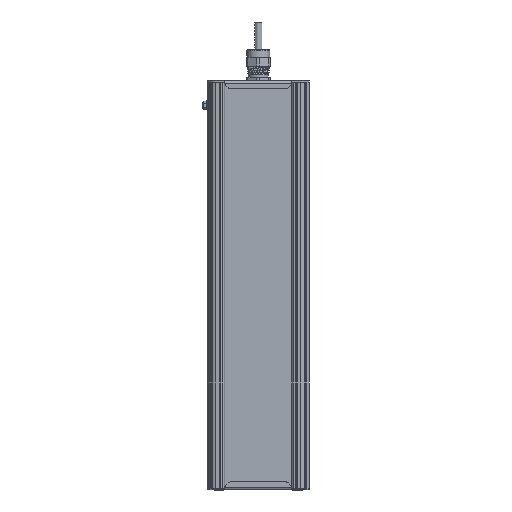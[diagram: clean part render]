
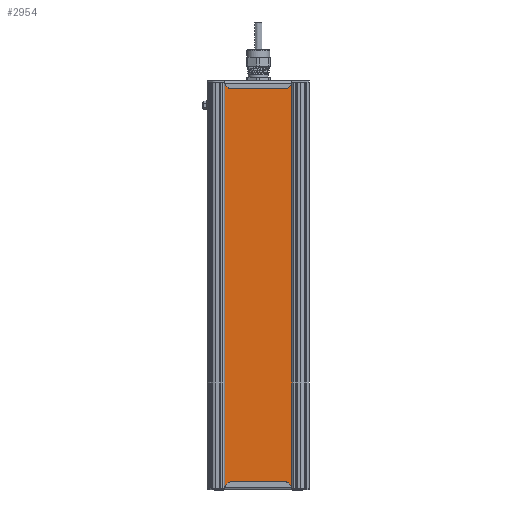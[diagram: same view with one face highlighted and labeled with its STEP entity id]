
A CAD part, front view. The second image highlights one B-rep face of the part: STEP entity #2954.
In plain terms, the highlighted face is planar.
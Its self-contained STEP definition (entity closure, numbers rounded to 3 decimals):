
#2954=ADVANCED_FACE('',(#9522),#9524,.T.);
#9522=FACE_BOUND('',#9523,.T.);
#9523=EDGE_LOOP('',(#34251,#34252,#34253,#34254));
#9524=PLANE('',#9525);
#9525=AXIS2_PLACEMENT_3D('',#9526,#9527,#9528);
#9526=CARTESIAN_POINT('',(120.465,593.492,117.308));
#9527=DIRECTION('',(0.,0.,-1.));
#9528=DIRECTION('',(0.,1.,0.));
#34251=ORIENTED_EDGE('',*,*,#38444,.T.);
#34252=ORIENTED_EDGE('',*,*,#38443,.T.);
#34253=ORIENTED_EDGE('',*,*,#38445,.F.);
#34254=ORIENTED_EDGE('',*,*,#38446,.F.);
#38443=EDGE_CURVE('',#41606,#41611,#41613,.T.);
#38444=EDGE_CURVE('',#41614,#41606,#41615,.T.);
#38445=EDGE_CURVE('',#41616,#41611,#41617,.T.);
#38446=EDGE_CURVE('',#41614,#41616,#41618,.T.);
#41606=VERTEX_POINT('',#51725);
#41611=VERTEX_POINT('',#51734);
#41613=LINE('',#51738,#51739);
#41614=VERTEX_POINT('',#51741);
#41615=LINE('',#51742,#51743);
#41616=VERTEX_POINT('',#51745);
#41617=LINE('',#51746,#51747);
#41618=LINE('',#51749,#51750);
#51725=CARTESIAN_POINT('',(120.465,679.838,117.308));
#51734=CARTESIAN_POINT('',(566.465,679.838,117.308));
#51738=CARTESIAN_POINT('',(120.465,679.838,117.308));
#51739=VECTOR('',#51740,1.);
#51740=DIRECTION('',(1.,0.,0.));
#51741=CARTESIAN_POINT('',(120.465,593.492,117.308));
#51742=CARTESIAN_POINT('',(120.465,593.492,117.308));
#51743=VECTOR('',#51744,1.);
#51744=DIRECTION('',(0.,1.,0.));
#51745=CARTESIAN_POINT('',(566.465,593.492,117.308));
#51746=CARTESIAN_POINT('',(566.465,593.492,117.308));
#51747=VECTOR('',#51748,1.);
#51748=DIRECTION('',(0.,1.,0.));
#51749=CARTESIAN_POINT('',(120.465,593.492,117.308));
#51750=VECTOR('',#51751,1.);
#51751=DIRECTION('',(1.,0.,0.));
